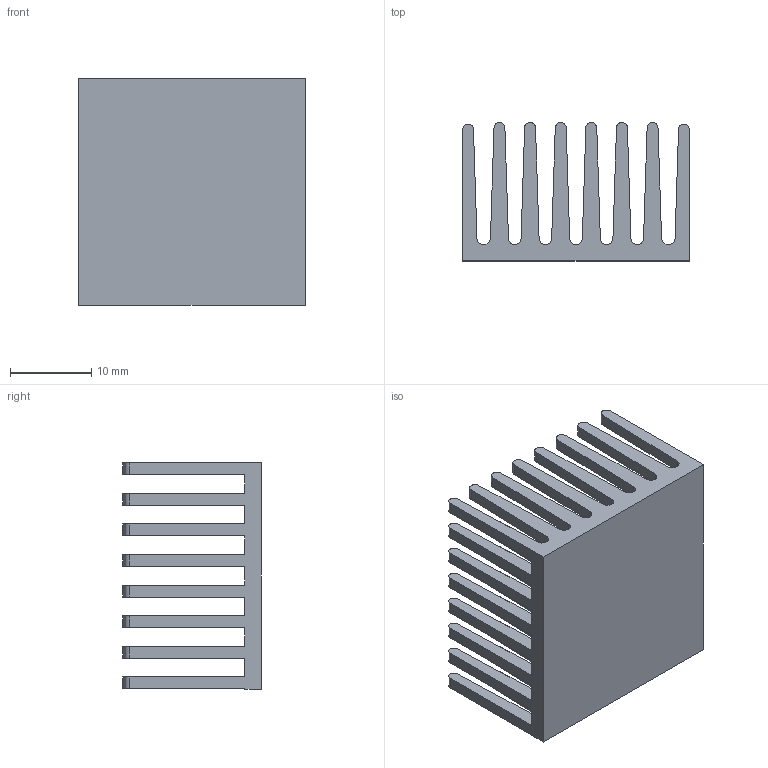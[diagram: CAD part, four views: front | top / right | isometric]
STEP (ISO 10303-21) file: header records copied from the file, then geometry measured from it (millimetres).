
FILE_DESCRIPTION(('STEP AP242'),'1');
FILE_NAME('v2027b.stp','2024-05-22T12:01:33',('TraceParts'),('TraceParts S.A.'),'Spatial InterOp 3D',' ',' ');
FILE_SCHEMA(('AP242_MANAGED_MODEL_BASED_3D_ENGINEERING_MIM_LF {1 0 10303 442 1 1 4}'));
Length unit declared in the file: millimetre
Products named in the file (1): v2027b
Bounding box: 27.9 x 17.05 x 27.9 mm (x, y, z)
Volume: 3995.5 mm3; surface area: 7740.6 mm2
Topology: 1 solids, 1 shells, 542 faces, 1494 edges, 996 vertices
Faces by surface type: plane 302, cylinder 240
Entity records: 17373 total; most frequent: DIRECTION 3060, CARTESIAN_POINT 3033, ORIENTED_EDGE 2988, EDGE_CURVE 1494, AXIS2_PLACEMENT_3D 1023, LINE 1014, VECTOR 1014, VERTEX_POINT 996
